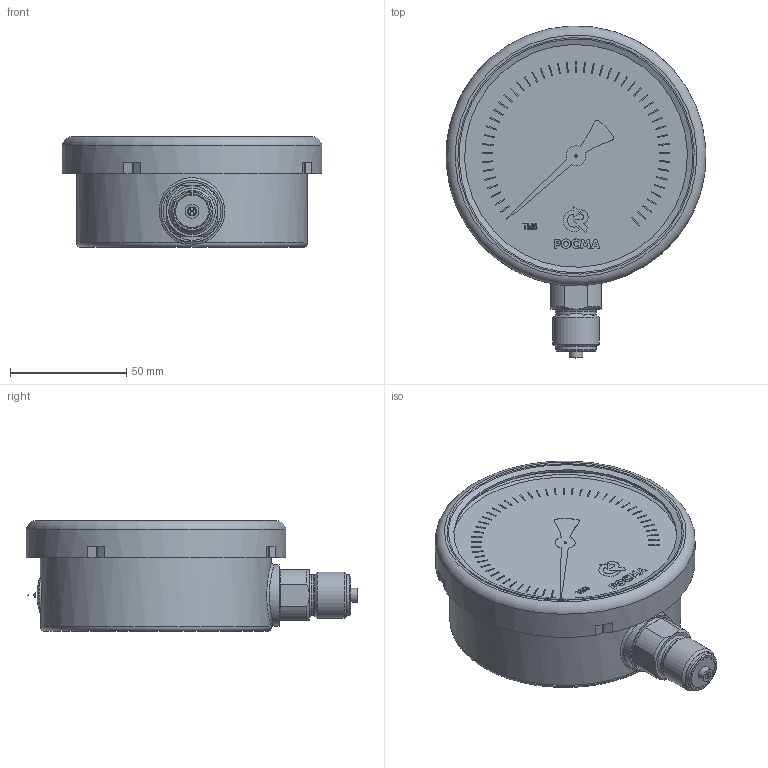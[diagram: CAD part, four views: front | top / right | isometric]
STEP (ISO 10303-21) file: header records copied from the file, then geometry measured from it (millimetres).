
FILE_DESCRIPTION(/* description */ (' ТМ-520Р'),/* implementation_level */ '2;1');
FILE_NAME(/* name */ 'ТМ-520Р.stp',/* time_stamp */ '2023-07-11T09:46:18+03:00',/* author */ ('Tech'),/* organization */ (''),/* preprocessor_version */ 'ST-DEVELOPER v18.1',/* originating_system */ 'Autodesk Inventor 2021',/* authorisation */ '');
FILE_SCHEMA (('AUTOMOTIVE_DESIGN { 1 0 10303 214 3 1 1 }'));
Length unit declared in the file: millimetre
Products named in the file (1):  ТМ-520Р
Bounding box: 111.9 x 142.95 x 47.8 mm (x, y, z)
Volume: 349380.2 mm3; surface area: 59809.4 mm2
Topology: 8 solids, 8 shells, 657 faces, 1721 edges, 1158 vertices
Faces by surface type: plane 497, cylinder 102, cone 25, bspline 15, torus 15, sphere 3
Full cylindrical faces by diameter (mm): 0.5 x1, 0.99 x1, 2.093 x1, 2.5 x1, 3.3 x8, 4 x4, 4.143 x1, 4.3 x3, 5.8 x3, 6 x1, 7.6 x3, 11 x1, 14.5 x1, 17.5 x2, 20 x1, 25 x1, 26.5 x1, 96 x1, 97.9 x1, 99.5 x1, 110.2 x1, 112 x1
Entity records: 24086 total; most frequent: CARTESIAN_POINT 7679, ORIENTED_EDGE 3440, DIRECTION 3253, EDGE_CURVE 1720, LINE 1203, VECTOR 1203, VERTEX_POINT 1158, AXIS2_PLACEMENT_3D 1025
